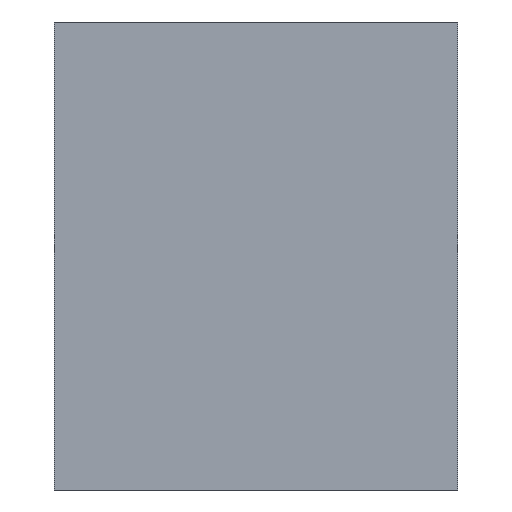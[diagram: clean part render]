
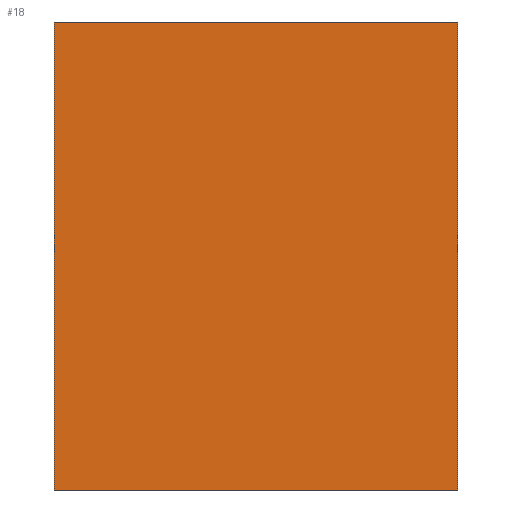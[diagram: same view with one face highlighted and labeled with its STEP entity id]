
A CAD part, left-side view. The second image highlights one B-rep face of the part: STEP entity #18.
In plain terms, the highlighted planar face has unit normal (-1, 0, 0).
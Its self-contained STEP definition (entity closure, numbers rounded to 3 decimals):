
#5 = CARTESIAN_POINT ( 'NONE',  ( -5914., 1119., 0. ) ) ;
#18 = ADVANCED_FACE ( 'NONE', ( #136 ), #280, .T. ) ;
#25 = CARTESIAN_POINT ( 'NONE',  ( -5914., -1119., 2594. ) ) ;
#34 = AXIS2_PLACEMENT_3D ( 'NONE', #5, #285, #132 ) ;
#51 = CARTESIAN_POINT ( 'NONE',  ( -5914., 1119., 2594. ) ) ;
#53 = CARTESIAN_POINT ( 'NONE',  ( -5914., 1119., 0. ) ) ;
#72 = ORIENTED_EDGE ( 'NONE', *, *, #198, .F. ) ;
#83 = ORIENTED_EDGE ( 'NONE', *, *, #332, .T. ) ;
#89 = DIRECTION ( 'NONE',  ( 0., 0., 1. ) ) ;
#91 = CARTESIAN_POINT ( 'NONE',  ( -5914., -1119., 0. ) ) ;
#107 = VERTEX_POINT ( 'NONE', #53 ) ;
#119 = CARTESIAN_POINT ( 'NONE',  ( -5914., 1119., 2594. ) ) ;
#125 = DIRECTION ( 'NONE',  ( 0., 0., 1. ) ) ;
#127 = DIRECTION ( 'NONE',  ( 0., -1., 0. ) ) ;
#130 = VERTEX_POINT ( 'NONE', #119 ) ;
#132 = DIRECTION ( 'NONE',  ( 0., 0., 1. ) ) ;
#136 = FACE_OUTER_BOUND ( 'NONE', #313, .T. ) ;
#163 = EDGE_CURVE ( 'NONE', #130, #354, #362, .T. ) ;
#198 = EDGE_CURVE ( 'NONE', #107, #130, #398, .T. ) ;
#216 = EDGE_CURVE ( 'NONE', #107, #345, #364, .T. ) ;
#231 = ORIENTED_EDGE ( 'NONE', *, *, #216, .T. ) ;
#238 = DIRECTION ( 'NONE',  ( 0., -1., 0. ) ) ;
#242 = CARTESIAN_POINT ( 'NONE',  ( -5914., -1119., 0. ) ) ;
#244 = CARTESIAN_POINT ( 'NONE',  ( -5914., 1119., 0. ) ) ;
#280 = PLANE ( 'NONE',  #34 ) ;
#285 = DIRECTION ( 'NONE',  ( -1., 0., 0. ) ) ;
#306 = LINE ( 'NONE', #242, #396 ) ;
#313 = EDGE_LOOP ( 'NONE', ( #361, #72, #231, #83 ) ) ;
#332 = EDGE_CURVE ( 'NONE', #345, #354, #306, .T. ) ;
#341 = VECTOR ( 'NONE', #127, 1000. ) ;
#345 = VERTEX_POINT ( 'NONE', #91 ) ;
#354 = VERTEX_POINT ( 'NONE', #25 ) ;
#361 = ORIENTED_EDGE ( 'NONE', *, *, #163, .F. ) ;
#362 = LINE ( 'NONE', #51, #363 ) ;
#363 = VECTOR ( 'NONE', #238, 1000. ) ;
#364 = LINE ( 'NONE', #371, #341 ) ;
#371 = CARTESIAN_POINT ( 'NONE',  ( -5914., 1119., 0. ) ) ;
#384 = VECTOR ( 'NONE', #89, 1000. ) ;
#396 = VECTOR ( 'NONE', #125, 1000. ) ;
#398 = LINE ( 'NONE', #244, #384 ) ;
